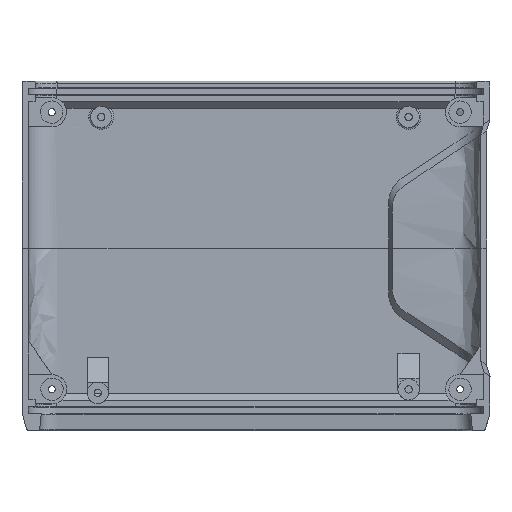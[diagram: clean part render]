
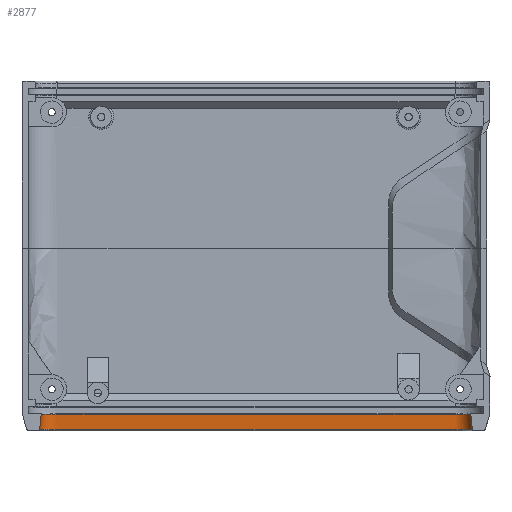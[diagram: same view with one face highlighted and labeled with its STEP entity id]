
A CAD part, top view. The second image highlights one B-rep face of the part: STEP entity #2877.
In plain terms, the highlighted free-form (B-spline) face has degree [1, 2] with [2, 9] control points.
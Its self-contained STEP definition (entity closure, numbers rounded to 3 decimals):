
#254 =( BOUNDED_SURFACE ( )  B_SPLINE_SURFACE ( 1, 2, ( 
 ( #8679, #10262, #19508, #6778, #4972, #2011, #16306, #5077, #11642 ),
 ( #18327, #3602, #16621, #310, #13019, #10056, #14827, #13122, #414 ) ),
 .UNSPECIFIED., .F., .F., .T. ) 
 B_SPLINE_SURFACE_WITH_KNOTS ( ( 2, 2 ),
 ( 3, 2, 2, 2, 3 ),
 ( 0.222, 4.595 ),
 ( 205.81, 223.627, 240.086, 359.54, 376. ),
 .UNSPECIFIED. ) 
 GEOMETRIC_REPRESENTATION_ITEM ( )  RATIONAL_B_SPLINE_SURFACE ( (
 ( 1., 1., 1., 0.707, 1., 1., 1., 0.707, 1.),
 ( 1., 1., 1., 0.707, 1., 1., 1., 0.707, 1.) ) ) 
 REPRESENTATION_ITEM ( '' )  SURFACE ( )  );
#310 = CARTESIAN_POINT ( 'NONE',  ( 5712.682, 1434.891, -3.455 ) ) ;
#414 = CARTESIAN_POINT ( 'NONE',  ( 5836.592, 1434.891, 1.5 ) ) ;
#784 = VERTEX_POINT ( 'NONE', #13616 ) ;
#860 = EDGE_LOOP ( 'NONE', ( #4435, #3247, #7988, #14977, #7097, #18339, #4511 ) ) ;
#1579 = CARTESIAN_POINT ( 'NONE',  ( 5832.286, 1434.891, -3.455 ) ) ;
#1649 = CARTESIAN_POINT ( 'NONE',  ( 5831.637, 1439.221, -3.022 ) ) ;
#1756 = CARTESIAN_POINT ( 'NONE',  ( 5713.115, 1439.221, -3.022 ) ) ;
#1924 = EDGE_CURVE ( 'NONE', #13276, #784, #3125, .T. ) ;
#2011 = CARTESIAN_POINT ( 'NONE',  ( 5774.637, 1439.221, -3.022 ) ) ;
#2877 = ADVANCED_FACE ( 'NONE', ( #10159 ), #254, .T. ) ;
#2964 = CARTESIAN_POINT ( 'NONE',  ( 5836.593, 1434.891, 0.851 ) ) ;
#3036 = CARTESIAN_POINT ( 'NONE',  ( 5713.115, 1439.221, 10.001 ) ) ;
#3125 = B_SPLINE_CURVE_WITH_KNOTS ( 'NONE', 1,
 ( #10584, #10691 ),
 .UNSPECIFIED., .F., .F.,
 ( 2, 2 ),
 ( 0., 1. ),
 .UNSPECIFIED. ) ;
#3247 = ORIENTED_EDGE ( 'NONE', *, *, #16363, .T. ) ;
#3602 = CARTESIAN_POINT ( 'NONE',  ( 5712.682, 1434.891, 10.001 ) ) ;
#4435 = ORIENTED_EDGE ( 'NONE', *, *, #16213, .F. ) ;
#4511 = ORIENTED_EDGE ( 'NONE', *, *, #11506, .F. ) ;
#4637 = CARTESIAN_POINT ( 'NONE',  ( 5755.637, 1434.891, -3.455 ) ) ;
#4827 = CARTESIAN_POINT ( 'NONE',  ( 5713.115, 1439.221, 1.5 ) ) ;
#4972 = CARTESIAN_POINT ( 'NONE',  ( 5717.637, 1439.221, -3.022 ) ) ;
#4987 = VERTEX_POINT ( 'NONE', #10602 ) ;
#5077 = CARTESIAN_POINT ( 'NONE',  ( 5836.159, 1439.221, -3.022 ) ) ;
#6520 = CARTESIAN_POINT ( 'NONE',  ( 5712.682, 1434.891, 1.5 ) ) ;
#6778 = CARTESIAN_POINT ( 'NONE',  ( 5713.115, 1439.221, -3.022 ) ) ;
#7097 = ORIENTED_EDGE ( 'NONE', *, *, #11796, .F. ) ;
#7988 = ORIENTED_EDGE ( 'NONE', *, *, #1924, .T. ) ;
#8511 = VERTEX_POINT ( 'NONE', #13211 ) ;
#8679 = CARTESIAN_POINT ( 'NONE',  ( 5713.115, 1439.221, 18.503 ) ) ;
#9187 = CARTESIAN_POINT ( 'NONE',  ( 5717.637, 1434.891, -3.455 ) ) ;
#9199 = CARTESIAN_POINT ( 'NONE',  ( 5714.042, 1434.891, -2.095 ) ) ;
#9733 = CARTESIAN_POINT ( 'NONE',  ( 5836.592, 1434.891, 1.5 ) ) ;
#9798 = CARTESIAN_POINT ( 'NONE',  ( 5774.637, 1439.221, -3.022 ) ) ;
#10056 = CARTESIAN_POINT ( 'NONE',  ( 5774.637, 1434.891, -3.455 ) ) ;
#10093 = B_SPLINE_CURVE_WITH_KNOTS ( 'NONE', 1,
 ( #11729, #10348 ),
 .UNSPECIFIED., .F., .F.,
 ( 2, 2 ),
 ( 0., 1. ),
 .UNSPECIFIED. ) ;
#10159 = FACE_OUTER_BOUND ( 'NONE', #860, .T. ) ;
#10262 = CARTESIAN_POINT ( 'NONE',  ( 5713.115, 1439.221, 10.001 ) ) ;
#10348 = CARTESIAN_POINT ( 'NONE',  ( 5836.592, 1434.891, 1.5 ) ) ;
#10584 = CARTESIAN_POINT ( 'NONE',  ( 5713.115, 1439.221, 18.503 ) ) ;
#10602 = CARTESIAN_POINT ( 'NONE',  ( 5831.637, 1434.891, -3.455 ) ) ;
#10691 = CARTESIAN_POINT ( 'NONE',  ( 5712.682, 1434.891, 18.503 ) ) ;
#10787 = CARTESIAN_POINT ( 'NONE',  ( 5715.692, 1434.891, -3.197 ) ) ;
#11108 = CARTESIAN_POINT ( 'NONE',  ( 5712.682, 1434.891, 1.5 ) ) ;
#11391 = CARTESIAN_POINT ( 'NONE',  ( 5836.159, 1439.221, 1.5 ) ) ;
#11495 = CARTESIAN_POINT ( 'NONE',  ( 5712.682, 1434.891, 18.503 ) ) ;
#11506 = EDGE_CURVE ( 'NONE', #14247, #4987, #17377, .T. ) ;
#11642 = CARTESIAN_POINT ( 'NONE',  ( 5836.159, 1439.221, 1.5 ) ) ;
#11729 = CARTESIAN_POINT ( 'NONE',  ( 5836.159, 1439.221, 1.5 ) ) ;
#11796 = EDGE_CURVE ( 'NONE', #8511, #12479, #19650, .T. ) ;
#12479 = VERTEX_POINT ( 'NONE', #18449 ) ;
#12579 = CARTESIAN_POINT ( 'NONE',  ( 5717.637, 1434.891, -3.455 ) ) ;
#12781 = CARTESIAN_POINT ( 'NONE',  ( 5793.637, 1434.891, -3.455 ) ) ;
#12804 = CARTESIAN_POINT ( 'NONE',  ( 5836.334, 1434.891, -0.446 ) ) ;
#12874 = CARTESIAN_POINT ( 'NONE',  ( 5712.682, 1434.891, 7.168 ) ) ;
#13019 = CARTESIAN_POINT ( 'NONE',  ( 5717.637, 1434.891, -3.455 ) ) ;
#13122 = CARTESIAN_POINT ( 'NONE',  ( 5836.592, 1434.891, -3.455 ) ) ;
#13211 = CARTESIAN_POINT ( 'NONE',  ( 5717.637, 1434.891, -3.455 ) ) ;
#13276 = VERTEX_POINT ( 'NONE', #15476 ) ;
#13616 = CARTESIAN_POINT ( 'NONE',  ( 5712.682, 1434.891, 18.503 ) ) ;
#13757 = EDGE_CURVE ( 'NONE', #4987, #8511, #19022, .T. ) ;
#14177 = CARTESIAN_POINT ( 'NONE',  ( 5831.637, 1434.891, -3.455 ) ) ;
#14247 = VERTEX_POINT ( 'NONE', #9733 ) ;
#14399 = CARTESIAN_POINT ( 'NONE',  ( 5836.592, 1434.891, 1.5 ) ) ;
#14474 = CARTESIAN_POINT ( 'NONE',  ( 5712.682, 1434.891, 12.835 ) ) ;
#14505 = CARTESIAN_POINT ( 'NONE',  ( 5833.583, 1434.891, -3.197 ) ) ;
#14632 = B_SPLINE_CURVE_WITH_KNOTS ( 'NONE', 3,
 ( #6520, #12874, #14474, #11495 ),
 .UNSPECIFIED., .F., .F.,
 ( 4, 4 ),
 ( 0.885, 1. ),
 .UNSPECIFIED. ) ;
#14827 = CARTESIAN_POINT ( 'NONE',  ( 5831.637, 1434.891, -3.455 ) ) ;
#14977 = ORIENTED_EDGE ( 'NONE', *, *, #16341, .F. ) ;
#15252 = VERTEX_POINT ( 'NONE', #18637 ) ;
#15476 = CARTESIAN_POINT ( 'NONE',  ( 5713.115, 1439.221, 18.503 ) ) ;
#15668 = CARTESIAN_POINT ( 'NONE',  ( 5712.94, 1434.891, -0.446 ) ) ;
#15850 = CARTESIAN_POINT ( 'NONE',  ( 5717.637, 1439.221, -3.022 ) ) ;
#16165 = CARTESIAN_POINT ( 'NONE',  ( 5836.159, 1439.221, -3.022 ) ) ;
#16213 = EDGE_CURVE ( 'NONE', #15252, #14247, #10093, .T. ) ;
#16306 = CARTESIAN_POINT ( 'NONE',  ( 5831.637, 1439.221, -3.022 ) ) ;
#16341 = EDGE_CURVE ( 'NONE', #12479, #784, #14632, .T. ) ;
#16363 = EDGE_CURVE ( 'NONE', #15252, #13276, #17212, .T. ) ;
#16621 = CARTESIAN_POINT ( 'NONE',  ( 5712.682, 1434.891, 1.5 ) ) ;
#17212 =( BOUNDED_CURVE ( )  B_SPLINE_CURVE ( 2, ( #11391, #16165, #1649, #9798, #15850, #1756, #4827, #3036, #17761 ),
 .UNSPECIFIED., .F., .F. ) 
 B_SPLINE_CURVE_WITH_KNOTS ( ( 3, 2, 2, 2, 3 ),
 ( 0., 0.097, 0.799, 0.895, 1. ),
 .UNSPECIFIED. ) 
 CURVE ( )  GEOMETRIC_REPRESENTATION_ITEM ( )  RATIONAL_B_SPLINE_CURVE ( ( 1., 0.707, 1., 1., 1., 0.707, 1., 1., 1. ) ) 
 REPRESENTATION_ITEM ( '' )  );
#17377 = B_SPLINE_CURVE_WITH_KNOTS ( 'NONE', 3,
 ( #14399, #2964, #12804, #18976, #14505, #1579, #19290 ),
 .UNSPECIFIED., .F., .F.,
 ( 4, 1, 1, 1, 4 ),
 ( 0., 0.014, 0.029, 0.043, 0.058 ),
 .UNSPECIFIED. ) ;
#17687 = CARTESIAN_POINT ( 'NONE',  ( 5712.682, 1434.891, 0.851 ) ) ;
#17761 = CARTESIAN_POINT ( 'NONE',  ( 5713.115, 1439.221, 18.503 ) ) ;
#18327 = CARTESIAN_POINT ( 'NONE',  ( 5712.682, 1434.891, 18.503 ) ) ;
#18339 = ORIENTED_EDGE ( 'NONE', *, *, #13757, .F. ) ;
#18449 = CARTESIAN_POINT ( 'NONE',  ( 5712.682, 1434.891, 1.5 ) ) ;
#18637 = CARTESIAN_POINT ( 'NONE',  ( 5836.159, 1439.221, 1.5 ) ) ;
#18976 = CARTESIAN_POINT ( 'NONE',  ( 5835.232, 1434.891, -2.095 ) ) ;
#19022 = B_SPLINE_CURVE_WITH_KNOTS ( 'NONE', 3,
 ( #14177, #12781, #4637, #9187 ),
 .UNSPECIFIED., .F., .F.,
 ( 4, 4 ),
 ( 0.058, 0.827 ),
 .UNSPECIFIED. ) ;
#19285 = CARTESIAN_POINT ( 'NONE',  ( 5716.989, 1434.891, -3.455 ) ) ;
#19290 = CARTESIAN_POINT ( 'NONE',  ( 5831.637, 1434.891, -3.455 ) ) ;
#19508 = CARTESIAN_POINT ( 'NONE',  ( 5713.115, 1439.221, 1.5 ) ) ;
#19650 = B_SPLINE_CURVE_WITH_KNOTS ( 'NONE', 3,
 ( #12579, #19285, #10787, #9199, #15668, #17687, #11108 ),
 .UNSPECIFIED., .F., .F.,
 ( 4, 1, 1, 1, 4 ),
 ( 0.827, 0.842, 0.856, 0.871, 0.885 ),
 .UNSPECIFIED. ) ;
